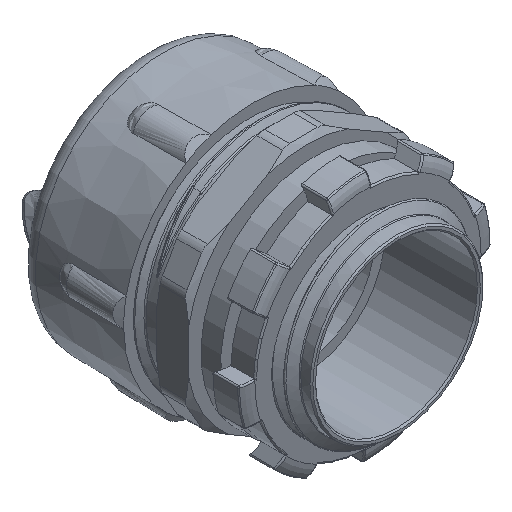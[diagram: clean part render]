
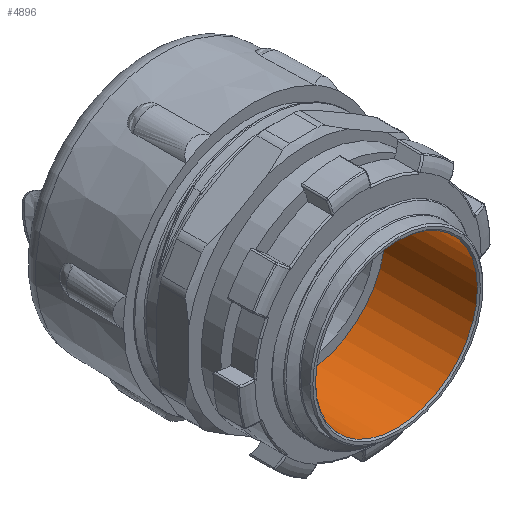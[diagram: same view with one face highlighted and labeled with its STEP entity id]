
A CAD part, isometric view. The second image highlights one B-rep face of the part: STEP entity #4896.
In plain terms, the highlighted cylindrical face has radius 11.1 mm (diameter 22.2 mm), a full revolution.
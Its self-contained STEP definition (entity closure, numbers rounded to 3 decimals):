
#829=FACE_OUTER_BOUND('',#1132,.T.);
#1132=EDGE_LOOP('',(#3897,#3898,#3899,#3900,#3901));
#1300=LINE('',#14045,#1434);
#1434=VECTOR('',#6152,11.1);
#1485=CIRCLE('',#5010,11.1);
#1659=CIRCLE('',#5308,11.1);
#1660=CIRCLE('',#5309,11.1);
#1730=VERTEX_POINT('',#6933);
#2018=VERTEX_POINT('',#14036);
#2019=VERTEX_POINT('',#14038);
#2168=EDGE_CURVE('',#1730,#1730,#1485,.T.);
#2674=EDGE_CURVE('',#2018,#2019,#1659,.T.);
#2675=EDGE_CURVE('',#2019,#2018,#1660,.T.);
#2677=EDGE_CURVE('',#1730,#2019,#1300,.T.);
#3897=ORIENTED_EDGE('',*,*,#2168,.T.);
#3898=ORIENTED_EDGE('',*,*,#2677,.T.);
#3899=ORIENTED_EDGE('',*,*,#2674,.F.);
#3900=ORIENTED_EDGE('',*,*,#2675,.F.);
#3901=ORIENTED_EDGE('',*,*,#2677,.F.);
#4361=CYLINDRICAL_SURFACE('',#5312,11.1);
#4896=ADVANCED_FACE('',(#829),#4361,.F.);
#5010=AXIS2_PLACEMENT_3D('',#6934,#5458,#5459);
#5308=AXIS2_PLACEMENT_3D('',#14039,#6142,#6143);
#5309=AXIS2_PLACEMENT_3D('',#14040,#6144,#6145);
#5312=AXIS2_PLACEMENT_3D('',#14044,#6150,#6151);
#5458=DIRECTION('center_axis',(0.,1.,0.));
#5459=DIRECTION('ref_axis',(1.,0.,0.));
#6142=DIRECTION('center_axis',(0.,1.,0.));
#6143=DIRECTION('ref_axis',(1.,0.,0.));
#6144=DIRECTION('center_axis',(0.,1.,0.));
#6145=DIRECTION('ref_axis',(1.,0.,0.));
#6150=DIRECTION('center_axis',(0.,1.,0.));
#6151=DIRECTION('ref_axis',(-1.,0.,0.));
#6152=DIRECTION('',(0.,-1.,0.));
#6933=CARTESIAN_POINT('',(11.1,12.9,0.));
#6934=CARTESIAN_POINT('Origin',(0.,12.9,0.));
#14036=CARTESIAN_POINT('',(-11.1,0.2,0.));
#14038=CARTESIAN_POINT('',(11.1,0.2,0.));
#14039=CARTESIAN_POINT('Origin',(0.,0.2,0.));
#14040=CARTESIAN_POINT('Origin',(0.,0.2,0.));
#14044=CARTESIAN_POINT('Origin',(0.,6.45,0.));
#14045=CARTESIAN_POINT('',(11.1,6.45,0.));
